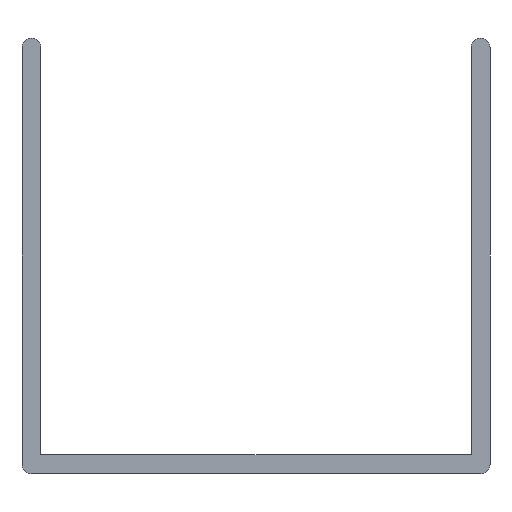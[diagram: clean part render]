
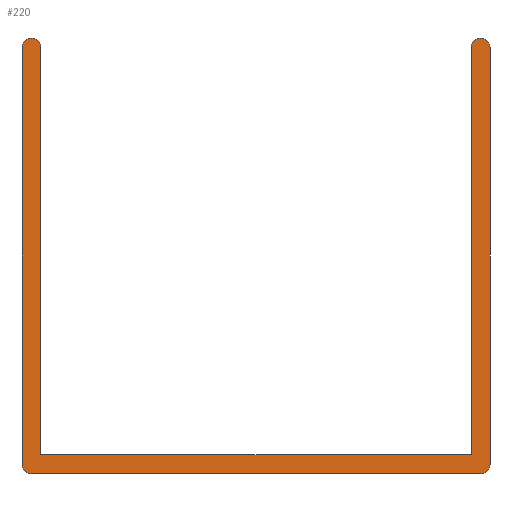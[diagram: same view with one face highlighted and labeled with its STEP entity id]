
A CAD part, front view. The second image highlights one B-rep face of the part: STEP entity #220.
In plain terms, the highlighted planar face has unit normal (0, -1, 0).
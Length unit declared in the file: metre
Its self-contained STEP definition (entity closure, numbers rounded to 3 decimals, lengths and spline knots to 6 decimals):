
#13=CIRCLE('',#239,0.0015);
#15=CIRCLE('',#243,0.0015);
#17=CIRCLE('',#247,0.0015);
#19=CIRCLE('',#251,0.0015);
#64=ORIENTED_EDGE('',*,*,#86,.T.);
#65=ORIENTED_EDGE('',*,*,#90,.T.);
#66=ORIENTED_EDGE('',*,*,#93,.T.);
#67=ORIENTED_EDGE('',*,*,#96,.F.);
#68=ORIENTED_EDGE('',*,*,#99,.F.);
#69=ORIENTED_EDGE('',*,*,#102,.F.);
#70=ORIENTED_EDGE('',*,*,#105,.F.);
#71=ORIENTED_EDGE('',*,*,#108,.T.);
#72=ORIENTED_EDGE('',*,*,#111,.T.);
#73=ORIENTED_EDGE('',*,*,#113,.F.);
#86=EDGE_CURVE('',#117,#116,#136,.T.);
#90=EDGE_CURVE('',#116,#119,#140,.T.);
#93=EDGE_CURVE('',#119,#121,#13,.T.);
#96=EDGE_CURVE('',#123,#121,#144,.T.);
#99=EDGE_CURVE('',#125,#123,#15,.T.);
#102=EDGE_CURVE('',#127,#125,#148,.T.);
#105=EDGE_CURVE('',#129,#127,#17,.T.);
#108=EDGE_CURVE('',#129,#131,#152,.T.);
#111=EDGE_CURVE('',#131,#133,#19,.T.);
#113=EDGE_CURVE('',#117,#133,#155,.T.);
#116=VERTEX_POINT('',#325);
#117=VERTEX_POINT('',#327);
#119=VERTEX_POINT('',#333);
#121=VERTEX_POINT('',#339);
#123=VERTEX_POINT('',#345);
#125=VERTEX_POINT('',#351);
#127=VERTEX_POINT('',#357);
#129=VERTEX_POINT('',#363);
#131=VERTEX_POINT('',#369);
#133=VERTEX_POINT('',#375);
#136=LINE('',#326,#158);
#140=LINE('',#334,#162);
#144=LINE('',#346,#166);
#148=LINE('',#358,#170);
#152=LINE('',#370,#174);
#155=LINE('',#379,#177);
#158=VECTOR('',#261,1.);
#162=VECTOR('',#267,1.);
#166=VECTOR('',#279,1.);
#170=VECTOR('',#291,1.);
#174=VECTOR('',#303,1.);
#177=VECTOR('',#314,1.);
#188=EDGE_LOOP('',(#64,#65,#66,#67,#68,#69,#70,#71,#72,#73));
#200=FACE_BOUND('',#188,.T.);
#208=PLANE('',#253);
#220=ADVANCED_FACE('',(#200),#208,.T.);
#239=AXIS2_PLACEMENT_3D('',#340,#273,#274);
#243=AXIS2_PLACEMENT_3D('',#352,#285,#286);
#247=AXIS2_PLACEMENT_3D('',#364,#297,#298);
#251=AXIS2_PLACEMENT_3D('',#376,#309,#310);
#253=AXIS2_PLACEMENT_3D('',#380,#315,#316);
#261=DIRECTION('',(-1.,0.,0.));
#267=DIRECTION('',(0.,0.,1.));
#273=DIRECTION('',(0.,-1.,0.));
#274=DIRECTION('',(0.,0.,-1.));
#279=DIRECTION('',(0.,0.,1.));
#285=DIRECTION('',(0.,1.,0.));
#286=DIRECTION('',(0.,0.,-1.));
#291=DIRECTION('',(-1.,0.,0.));
#297=DIRECTION('',(0.,1.,0.));
#298=DIRECTION('',(0.,0.,-1.));
#303=DIRECTION('',(0.,0.,1.));
#309=DIRECTION('',(0.,-1.,0.));
#310=DIRECTION('',(0.,0.,-1.));
#314=DIRECTION('',(0.,0.,1.));
#315=DIRECTION('',(0.,-1.,0.));
#316=DIRECTION('',(1.,0.,0.));
#325=CARTESIAN_POINT('',(-0.033835,-0.02,-0.033975));
#326=CARTESIAN_POINT('',(0.000355,-0.02,-0.033975));
#327=CARTESIAN_POINT('',(0.034545,-0.02,-0.033975));
#333=CARTESIAN_POINT('',(-0.033835,-0.02,0.030755));
#334=CARTESIAN_POINT('',(-0.033835,-0.02,-0.00161));
#339=CARTESIAN_POINT('',(-0.036835,-0.02,0.030755));
#340=CARTESIAN_POINT('',(-0.035335,-0.02,0.030755));
#345=CARTESIAN_POINT('',(-0.036835,-0.02,-0.035475));
#346=CARTESIAN_POINT('',(-0.036835,-0.02,-0.00236));
#351=CARTESIAN_POINT('',(-0.035335,-0.02,-0.036975));
#352=CARTESIAN_POINT('',(-0.035335,-0.02,-0.035475));
#357=CARTESIAN_POINT('',(0.036045,-0.02,-0.036975));
#358=CARTESIAN_POINT('',(0.000355,-0.02,-0.036975));
#363=CARTESIAN_POINT('',(0.037545,-0.02,-0.035475));
#364=CARTESIAN_POINT('',(0.036045,-0.02,-0.035475));
#369=CARTESIAN_POINT('',(0.037545,-0.02,0.030755));
#370=CARTESIAN_POINT('',(0.037545,-0.02,-0.00236));
#375=CARTESIAN_POINT('',(0.034545,-0.02,0.030755));
#376=CARTESIAN_POINT('',(0.036045,-0.02,0.030755));
#379=CARTESIAN_POINT('',(0.034545,-0.02,-0.00161));
#380=CARTESIAN_POINT('',(0.000355,-0.02,0.00014));
